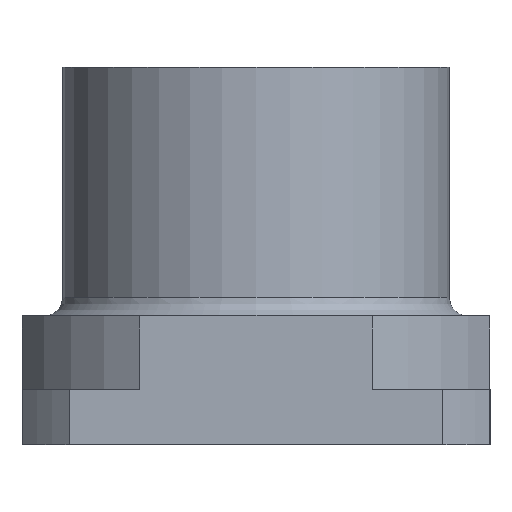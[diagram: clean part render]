
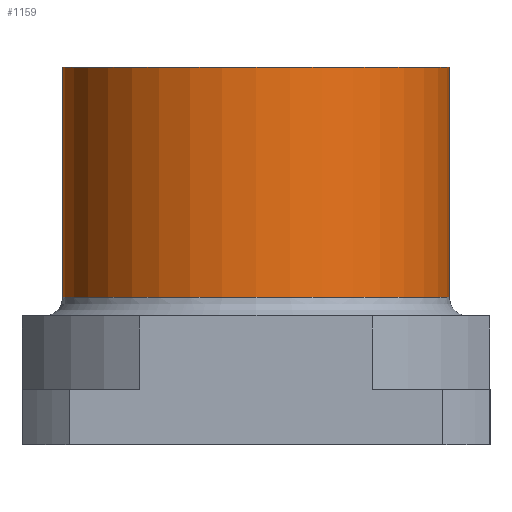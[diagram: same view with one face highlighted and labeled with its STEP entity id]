
A CAD part, front view. The second image highlights one B-rep face of the part: STEP entity #1159.
In plain terms, the highlighted cylindrical face has radius 2.1 mm (diameter 4.2 mm), a partial arc.
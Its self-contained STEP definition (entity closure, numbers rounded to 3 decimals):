
#503=CARTESIAN_POINT('',(-2.1,0.,1.6));
#504=VERTEX_POINT('',#503);
#514=CARTESIAN_POINT('',(2.1,0.,1.6));
#515=VERTEX_POINT('',#514);
#547=CARTESIAN_POINT('',(2.1,0.,4.1));
#548=VERTEX_POINT('',#547);
#549=CARTESIAN_POINT('',(2.1,0.,1.6));
#550=DIRECTION('',(0.0,0.0,1.0));
#551=VECTOR('',#550,2.5);
#552=LINE('',#549,#551);
#553=EDGE_CURVE('',#515,#548,#552,.T.);
#556=CARTESIAN_POINT('',(-2.1,0.,4.1));
#557=VERTEX_POINT('',#556);
#558=CARTESIAN_POINT('',(-2.1,0.,1.6));
#559=DIRECTION('',(0.0,0.0,1.0));
#560=VECTOR('',#559,2.5);
#561=LINE('',#558,#560);
#562=EDGE_CURVE('',#504,#557,#561,.T.);
#1127=CARTESIAN_POINT('',(0.,0.,2.85));
#1128=DIRECTION('',(0.0,0.,-1.0));
#1129=DIRECTION('',(1.0,0.0,0.0));
#1130=AXIS2_PLACEMENT_3D('',#1127,#1128,#1129);
#1131=CYLINDRICAL_SURFACE('',#1130,2.1);
#1132=ORIENTED_EDGE('',*,*,#553,.T.);
#1133=CARTESIAN_POINT('',(0.,0.,4.1));
#1134=DIRECTION('',(0.0,0.0,1.0));
#1135=DIRECTION('',(1.0,0.0,0.0));
#1136=AXIS2_PLACEMENT_3D('',#1133,#1134,#1135);
#1137=CIRCLE('',#1136,2.1);
#1138=EDGE_CURVE('',#557,#548,#1137,.T.);
#1139=ORIENTED_EDGE('',*,*,#1138,.F.);
#1140=ORIENTED_EDGE('',*,*,#562,.F.);
#1141=CARTESIAN_POINT('',(0.,-2.1,1.6));
#1142=VERTEX_POINT('',#1141);
#1143=CARTESIAN_POINT('',(0.,0.,1.6));
#1144=DIRECTION('',(0.0,0.0,-1.0));
#1145=DIRECTION('',(1.0,0.0,0.0));
#1146=AXIS2_PLACEMENT_3D('',#1143,#1144,#1145);
#1147=CIRCLE('',#1146,2.1);
#1148=EDGE_CURVE('',#1142,#504,#1147,.T.);
#1149=ORIENTED_EDGE('',*,*,#1148,.F.);
#1150=CARTESIAN_POINT('',(0.,0.,1.6));
#1151=DIRECTION('',(0.0,0.0,-1.0));
#1152=DIRECTION('',(1.0,0.0,0.0));
#1153=AXIS2_PLACEMENT_3D('',#1150,#1151,#1152);
#1154=CIRCLE('',#1153,2.1);
#1155=EDGE_CURVE('',#515,#1142,#1154,.T.);
#1156=ORIENTED_EDGE('',*,*,#1155,.F.);
#1157=EDGE_LOOP('',(#1132,#1139,#1140,#1149,#1156));
#1158=FACE_OUTER_BOUND('',#1157,.T.);
#1159=ADVANCED_FACE('',(#1158),#1131,.T.);
